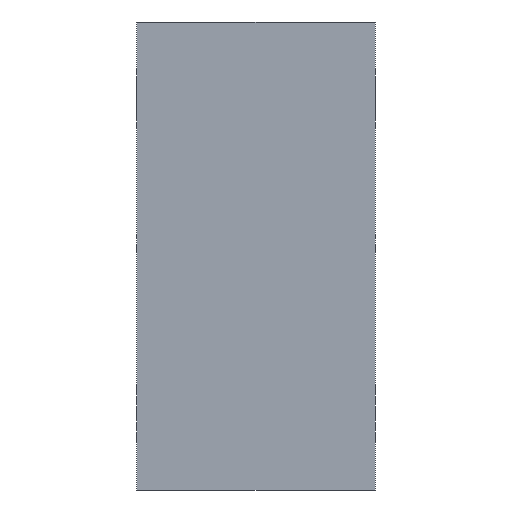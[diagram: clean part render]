
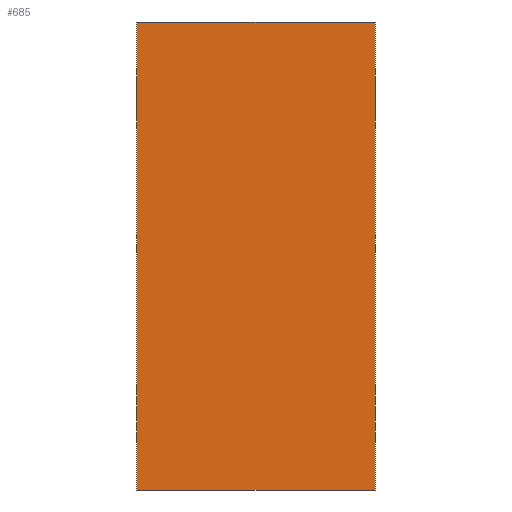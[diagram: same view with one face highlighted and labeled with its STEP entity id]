
A CAD part, front view. The second image highlights one B-rep face of the part: STEP entity #685.
In plain terms, the highlighted planar face has unit normal (0, -1, 0).
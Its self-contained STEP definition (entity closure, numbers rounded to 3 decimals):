
#58=LINE('',#1091,#112);
#60=LINE('',#1095,#114);
#61=LINE('',#1097,#115);
#62=LINE('',#1099,#116);
#112=VECTOR('',#862,1000.);
#114=VECTOR('',#866,1000.);
#115=VECTOR('',#867,1000.);
#116=VECTOR('',#868,1000.);
#177=ORIENTED_EDGE('',*,*,#352,.T.);
#178=ORIENTED_EDGE('',*,*,#353,.F.);
#179=ORIENTED_EDGE('',*,*,#354,.F.);
#180=ORIENTED_EDGE('',*,*,#350,.T.);
#350=EDGE_CURVE('',#438,#437,#58,.T.);
#352=EDGE_CURVE('',#437,#439,#60,.T.);
#353=EDGE_CURVE('',#440,#439,#61,.T.);
#354=EDGE_CURVE('',#438,#440,#62,.T.);
#437=VERTEX_POINT('',#1090);
#438=VERTEX_POINT('',#1092);
#439=VERTEX_POINT('',#1096);
#440=VERTEX_POINT('',#1098);
#519=EDGE_LOOP('',(#177,#178,#179,#180));
#591=FACE_BOUND('',#519,.T.);
#660=PLANE('',#752);
#685=ADVANCED_FACE('',(#591),#660,.F.);
#752=AXIS2_PLACEMENT_3D('',#1094,#864,#865);
#862=DIRECTION('',(-1.,0.,0.));
#864=DIRECTION('',(0.,1.,0.));
#865=DIRECTION('',(0.,0.,1.));
#866=DIRECTION('',(0.,0.,-1.));
#867=DIRECTION('',(-1.,0.,0.));
#868=DIRECTION('',(0.,0.,-1.));
#1090=CARTESIAN_POINT('',(-13.25,0.,26.));
#1091=CARTESIAN_POINT('',(13.25,0.,26.));
#1092=CARTESIAN_POINT('',(13.25,0.,26.));
#1094=CARTESIAN_POINT('',(13.25,0.,26.));
#1095=CARTESIAN_POINT('',(-13.25,0.,26.));
#1096=CARTESIAN_POINT('',(-13.25,0.,-26.));
#1097=CARTESIAN_POINT('',(13.25,0.,-26.));
#1098=CARTESIAN_POINT('',(13.25,0.,-26.));
#1099=CARTESIAN_POINT('',(13.25,0.,26.));
